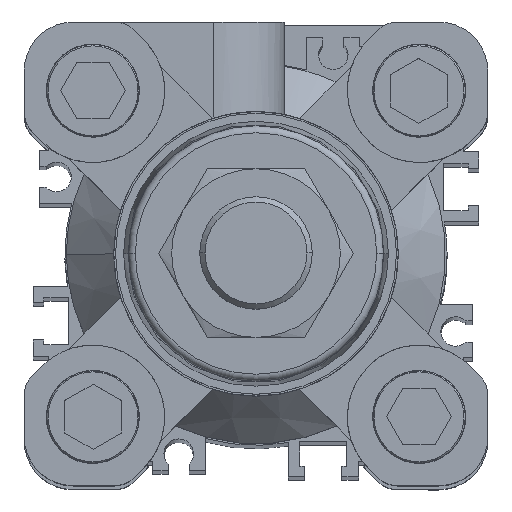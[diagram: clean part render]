
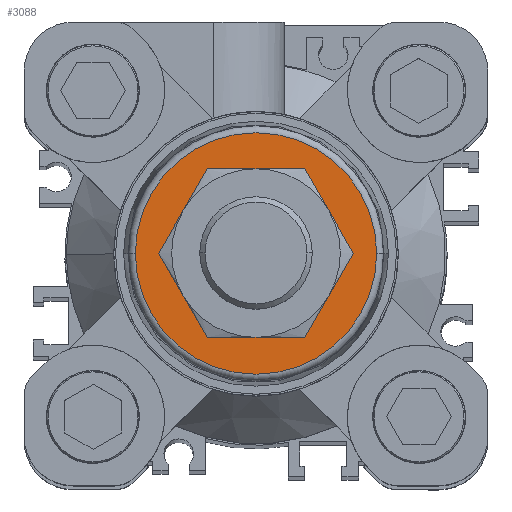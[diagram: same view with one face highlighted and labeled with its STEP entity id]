
A CAD part, top view. The second image highlights one B-rep face of the part: STEP entity #3088.
In plain terms, the highlighted planar face has unit normal (0, 0, 1).
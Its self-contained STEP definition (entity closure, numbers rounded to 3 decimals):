
#457 = ORIENTED_EDGE ( 'NONE', *, *, #8764, .F. ) ;
#603 = CIRCLE ( 'NONE', #2171, 17.185 ) ;
#1153 = DIRECTION ( 'NONE',  ( 1., 0., 0. ) ) ;
#1198 = CIRCLE ( 'NONE', #8969, 8.338 ) ;
#1244 = EDGE_LOOP ( 'NONE', ( #2616, #2347 ) ) ;
#1463 = VERTEX_POINT ( 'NONE', #4583 ) ;
#1521 = EDGE_CURVE ( 'NONE', #11548, #5842, #10858, .T. ) ;
#1938 = DIRECTION ( 'NONE',  ( 0., 0., 1. ) ) ;
#1948 = AXIS2_PLACEMENT_3D ( 'NONE', #3700, #3637, #3581 ) ;
#2152 = DIRECTION ( 'NONE',  ( 1., 0., 0. ) ) ;
#2171 = AXIS2_PLACEMENT_3D ( 'NONE', #3312, #6559, #2152 ) ;
#2347 = ORIENTED_EDGE ( 'NONE', *, *, #1521, .T. ) ;
#2616 = ORIENTED_EDGE ( 'NONE', *, *, #6604, .T. ) ;
#3088 = ADVANCED_FACE ( 'NONE', ( #10340, #13238 ), #13064, .T. ) ;
#3297 = CARTESIAN_POINT ( 'NONE',  ( 0., 0., 56. ) ) ;
#3312 = CARTESIAN_POINT ( 'NONE',  ( 0., 0., 56. ) ) ;
#3581 = DIRECTION ( 'NONE',  ( 1., 0., 0. ) ) ;
#3637 = DIRECTION ( 'NONE',  ( 0., 0., 1. ) ) ;
#3700 = CARTESIAN_POINT ( 'NONE',  ( 0., 0., 56. ) ) ;
#3740 = EDGE_LOOP ( 'NONE', ( #457, #5634 ) ) ;
#4068 = CARTESIAN_POINT ( 'NONE',  ( 8.338, 0., 56. ) ) ;
#4247 = CARTESIAN_POINT ( 'NONE',  ( 17.185, 0., 56. ) ) ;
#4583 = CARTESIAN_POINT ( 'NONE',  ( -8.338, 0., 56. ) ) ;
#5634 = ORIENTED_EDGE ( 'NONE', *, *, #10294, .F. ) ;
#5842 = VERTEX_POINT ( 'NONE', #4247 ) ;
#6559 = DIRECTION ( 'NONE',  ( 0., 0., 1. ) ) ;
#6561 = CARTESIAN_POINT ( 'NONE',  ( 0., 0., 56. ) ) ;
#6604 = EDGE_CURVE ( 'NONE', #5842, #11548, #603, .T. ) ;
#6907 = AXIS2_PLACEMENT_3D ( 'NONE', #3297, #1938, #1153 ) ;
#7025 = CARTESIAN_POINT ( 'NONE',  ( -17.185, 0., 56. ) ) ;
#8079 = AXIS2_PLACEMENT_3D ( 'NONE', #6561, #12233, #13213 ) ;
#8206 = DIRECTION ( 'NONE',  ( 0., 0., 1. ) ) ;
#8220 = DIRECTION ( 'NONE',  ( 1., 0., 0. ) ) ;
#8238 = CARTESIAN_POINT ( 'NONE',  ( 0., 0., 56. ) ) ;
#8764 = EDGE_CURVE ( 'NONE', #1463, #9235, #1198, .T. ) ;
#8969 = AXIS2_PLACEMENT_3D ( 'NONE', #8238, #8206, #8220 ) ;
#9235 = VERTEX_POINT ( 'NONE', #4068 ) ;
#10294 = EDGE_CURVE ( 'NONE', #9235, #1463, #12617, .T. ) ;
#10340 = FACE_BOUND ( 'NONE', #3740, .T. ) ;
#10858 = CIRCLE ( 'NONE', #6907, 17.185 ) ;
#11548 = VERTEX_POINT ( 'NONE', #7025 ) ;
#12233 = DIRECTION ( 'NONE',  ( 0., 0., 1. ) ) ;
#12617 = CIRCLE ( 'NONE', #1948, 8.338 ) ;
#13064 = PLANE ( 'NONE',  #8079 ) ;
#13213 = DIRECTION ( 'NONE',  ( 1., 0., 0. ) ) ;
#13238 = FACE_OUTER_BOUND ( 'NONE', #1244, .T. ) ;
